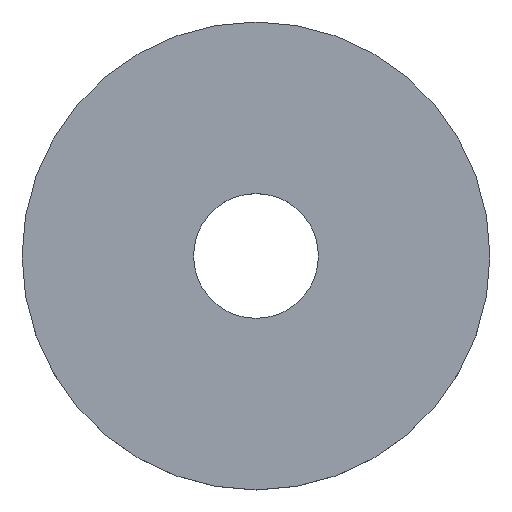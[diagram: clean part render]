
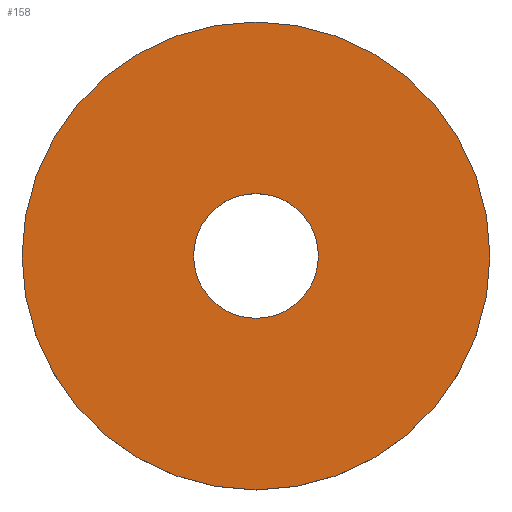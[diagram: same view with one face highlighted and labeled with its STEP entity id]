
A CAD part, top view. The second image highlights one B-rep face of the part: STEP entity #158.
In plain terms, the highlighted planar face has unit normal (0, 0, 1).
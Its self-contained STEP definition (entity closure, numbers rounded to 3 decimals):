
#7 = CIRCLE ( 'NONE', #25, 4. ) ;
#13 = CARTESIAN_POINT ( 'NONE',  ( 0., 4., 2.5 ) ) ;
#17 = EDGE_LOOP ( 'NONE', ( #69 ) ) ;
#25 = AXIS2_PLACEMENT_3D ( 'NONE', #66, #113, #125 ) ;
#27 = FACE_BOUND ( 'NONE', #157, .T. ) ;
#41 = FACE_OUTER_BOUND ( 'NONE', #17, .T. ) ;
#50 = DIRECTION ( 'NONE',  ( 0., -1., 0. ) ) ;
#53 = CARTESIAN_POINT ( 'NONE',  ( 0., 4., 2.5 ) ) ;
#54 = DIRECTION ( 'NONE',  ( 0., 0., 1. ) ) ;
#58 = CIRCLE ( 'NONE', #159, 15. ) ;
#66 = CARTESIAN_POINT ( 'NONE',  ( 0., 0., 2.5 ) ) ;
#69 = ORIENTED_EDGE ( 'NONE', *, *, #163, .F. ) ;
#76 = CARTESIAN_POINT ( 'NONE',  ( 0., 15., 2.5 ) ) ;
#87 = VERTEX_POINT ( 'NONE', #13 ) ;
#89 = PLANE ( 'NONE',  #151 ) ;
#90 = DIRECTION ( 'NONE',  ( 0., 0., -1. ) ) ;
#103 = DIRECTION ( 'NONE',  ( 0., 1., 0. ) ) ;
#104 = CARTESIAN_POINT ( 'NONE',  ( 0., 0., 2.5 ) ) ;
#113 = DIRECTION ( 'NONE',  ( 0., 0., -1. ) ) ;
#118 = ORIENTED_EDGE ( 'NONE', *, *, #131, .T. ) ;
#125 = DIRECTION ( 'NONE',  ( 0., 1., 0. ) ) ;
#131 = EDGE_CURVE ( 'NONE', #87, #87, #7, .T. ) ;
#151 = AXIS2_PLACEMENT_3D ( 'NONE', #53, #54, #50 ) ;
#152 = VERTEX_POINT ( 'NONE', #76 ) ;
#157 = EDGE_LOOP ( 'NONE', ( #118 ) ) ;
#158 = ADVANCED_FACE ( 'NONE', ( #27, #41 ), #89, .T. ) ;
#159 = AXIS2_PLACEMENT_3D ( 'NONE', #104, #90, #103 ) ;
#163 = EDGE_CURVE ( 'NONE', #152, #152, #58, .T. ) ;
